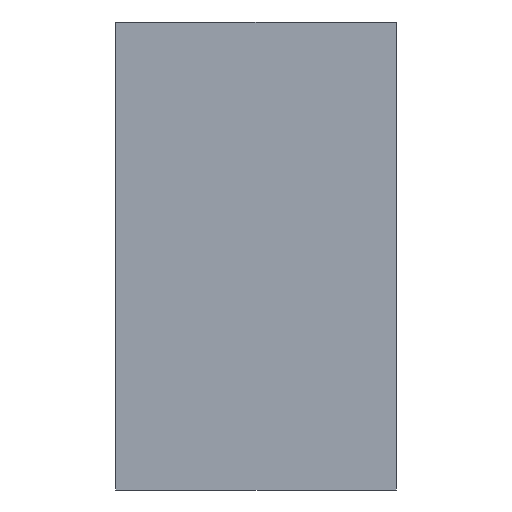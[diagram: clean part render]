
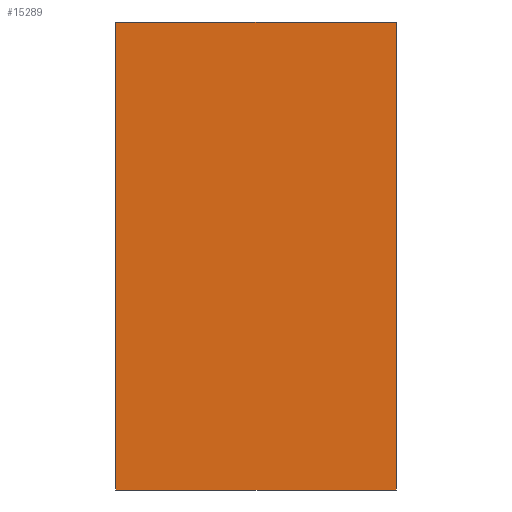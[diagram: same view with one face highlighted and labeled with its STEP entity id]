
A CAD part, left-side view. The second image highlights one B-rep face of the part: STEP entity #15289.
In plain terms, the highlighted face is planar.
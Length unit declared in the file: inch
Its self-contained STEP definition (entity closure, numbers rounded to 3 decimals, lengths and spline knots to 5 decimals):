
#150 = CARTESIAN_POINT ( 'NONE',  ( -1.66121, 1.91542, 0. ) ) ;
#496 = VERTEX_POINT ( 'NONE', #2657 ) ;
#651 = CARTESIAN_POINT ( 'NONE',  ( 3.33879, -1.08458, 0. ) ) ;
#923 = DIRECTION ( 'NONE',  ( -1., 0., 0. ) ) ;
#1199 = PLANE ( 'NONE',  #6508 ) ;
#1521 = VECTOR ( 'NONE', #17563, 39.37008 ) ;
#2657 = CARTESIAN_POINT ( 'NONE',  ( 3.33879, 1.91542, 0. ) ) ;
#3067 = VERTEX_POINT ( 'NONE', #12836 ) ;
#5433 = CARTESIAN_POINT ( 'NONE',  ( -1.66121, 1.91542, 0. ) ) ;
#5845 = LINE ( 'NONE', #651, #19629 ) ;
#6184 = CARTESIAN_POINT ( 'NONE',  ( -1.66121, -1.08458, 0. ) ) ;
#6508 = AXIS2_PLACEMENT_3D ( 'NONE', #6184, #15270, #6517 ) ;
#6517 = DIRECTION ( 'NONE',  ( 1., 0., 0. ) ) ;
#7844 = ORIENTED_EDGE ( 'NONE', *, *, #21386, .F. ) ;
#9467 = DIRECTION ( 'NONE',  ( 0., -1., 0. ) ) ;
#9695 = ORIENTED_EDGE ( 'NONE', *, *, #16913, .F. ) ;
#9699 = LINE ( 'NONE', #16735, #12680 ) ;
#12051 = VECTOR ( 'NONE', #9467, 39.37008 ) ;
#12367 = VERTEX_POINT ( 'NONE', #5433 ) ;
#12389 = LINE ( 'NONE', #17446, #1521 ) ;
#12680 = VECTOR ( 'NONE', #923, 39.37008 ) ;
#12836 = CARTESIAN_POINT ( 'NONE',  ( -1.66121, -1.08458, 0. ) ) ;
#13110 = DIRECTION ( 'NONE',  ( 0., 1., 0. ) ) ;
#13216 = FACE_OUTER_BOUND ( 'NONE', #15460, .T. ) ;
#13291 = ORIENTED_EDGE ( 'NONE', *, *, #16428, .F. ) ;
#13860 = VERTEX_POINT ( 'NONE', #19010 ) ;
#14689 = ORIENTED_EDGE ( 'NONE', *, *, #19790, .F. ) ;
#15270 = DIRECTION ( 'NONE',  ( 0., 0., 1. ) ) ;
#15289 = ADVANCED_FACE ( 'NONE', ( #13216 ), #1199, .F. ) ;
#15460 = EDGE_LOOP ( 'NONE', ( #7844, #9695, #13291, #14689 ) ) ;
#16428 = EDGE_CURVE ( 'NONE', #13860, #496, #5845, .T. ) ;
#16735 = CARTESIAN_POINT ( 'NONE',  ( 3.33879, 1.91542, 0. ) ) ;
#16913 = EDGE_CURVE ( 'NONE', #496, #12367, #9699, .T. ) ;
#17446 = CARTESIAN_POINT ( 'NONE',  ( -1.66121, -1.08458, 0. ) ) ;
#17563 = DIRECTION ( 'NONE',  ( 1., 0., 0. ) ) ;
#18555 = LINE ( 'NONE', #150, #12051 ) ;
#19010 = CARTESIAN_POINT ( 'NONE',  ( 3.33879, -1.08458, 0. ) ) ;
#19629 = VECTOR ( 'NONE', #13110, 39.37008 ) ;
#19790 = EDGE_CURVE ( 'NONE', #3067, #13860, #12389, .T. ) ;
#21386 = EDGE_CURVE ( 'NONE', #12367, #3067, #18555, .T. ) ;
